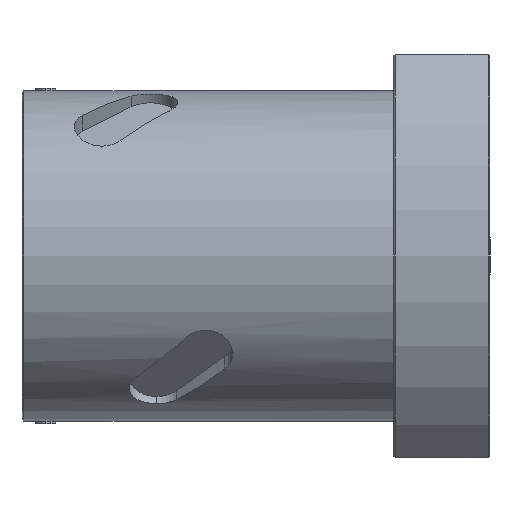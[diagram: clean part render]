
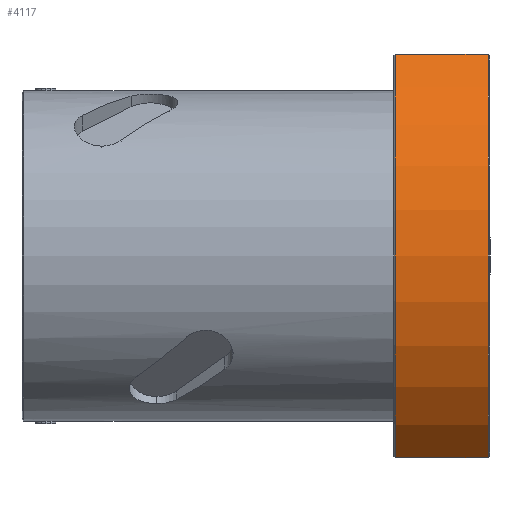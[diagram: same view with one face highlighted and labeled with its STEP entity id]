
A CAD part, left-side view. The second image highlights one B-rep face of the part: STEP entity #4117.
In plain terms, the highlighted cylindrical face has radius 29 mm (diameter 58 mm), a partial arc.
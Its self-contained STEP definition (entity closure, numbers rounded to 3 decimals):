
#59 = LINE ( 'NONE', #1837, #2701 ) ;
#401 = ORIENTED_EDGE ( 'NONE', *, *, #1395, .F. ) ;
#512 = AXIS2_PLACEMENT_3D ( 'NONE', #5380, #4974, #5349 ) ;
#648 = VERTEX_POINT ( 'NONE', #5234 ) ;
#780 = LINE ( 'NONE', #2521, #2982 ) ;
#845 = EDGE_CURVE ( 'NONE', #1371, #1896, #59, .T. ) ;
#1054 = AXIS2_PLACEMENT_3D ( 'NONE', #3386, #3051, #1327 ) ;
#1243 = VERTEX_POINT ( 'NONE', #3901 ) ;
#1305 = DIRECTION ( 'NONE',  ( 0., -1., 0. ) ) ;
#1327 = DIRECTION ( 'NONE',  ( 0., 0., 1. ) ) ;
#1371 = VERTEX_POINT ( 'NONE', #4514 ) ;
#1395 = EDGE_CURVE ( 'NONE', #1371, #648, #4989, .T. ) ;
#1422 = DIRECTION ( 'NONE',  ( 0., 0., 1. ) ) ;
#1572 = ORIENTED_EDGE ( 'NONE', *, *, #845, .T. ) ;
#1837 = CARTESIAN_POINT ( 'NONE',  ( -18.894, 0., -22. ) ) ;
#1896 = VERTEX_POINT ( 'NONE', #2094 ) ;
#1960 = CARTESIAN_POINT ( 'NONE',  ( 0., 0., 0. ) ) ;
#2094 = CARTESIAN_POINT ( 'NONE',  ( -18.894, 0.2, -22. ) ) ;
#2521 = CARTESIAN_POINT ( 'NONE',  ( -18.894, 0., 22. ) ) ;
#2701 = VECTOR ( 'NONE', #1305, 1000. ) ;
#2982 = VECTOR ( 'NONE', #3340, 1000. ) ;
#3051 = DIRECTION ( 'NONE',  ( 0., 1., 0. ) ) ;
#3108 = EDGE_CURVE ( 'NONE', #648, #1243, #780, .T. ) ;
#3340 = DIRECTION ( 'NONE',  ( 0., -1., 0. ) ) ;
#3386 = CARTESIAN_POINT ( 'NONE',  ( 0., 0.2, 0. ) ) ;
#3626 = FACE_OUTER_BOUND ( 'NONE', #5100, .T. ) ;
#3901 = CARTESIAN_POINT ( 'NONE',  ( -18.894, 0.2, 22. ) ) ;
#3926 = ORIENTED_EDGE ( 'NONE', *, *, #3108, .F. ) ;
#4029 = DIRECTION ( 'NONE',  ( 0., 1., 0. ) ) ;
#4117 = ADVANCED_FACE ( 'NONE', ( #3626 ), #4531, .T. ) ;
#4514 = CARTESIAN_POINT ( 'NONE',  ( -18.894, 10.3, -22. ) ) ;
#4531 = CYLINDRICAL_SURFACE ( 'NONE', #4871, 29. ) ;
#4681 = EDGE_CURVE ( 'NONE', #1896, #1243, #4784, .T. ) ;
#4784 = CIRCLE ( 'NONE', #1054, 29. ) ;
#4871 = AXIS2_PLACEMENT_3D ( 'NONE', #1960, #4029, #1422 ) ;
#4974 = DIRECTION ( 'NONE',  ( 0., 1., 0. ) ) ;
#4989 = CIRCLE ( 'NONE', #512, 29. ) ;
#5100 = EDGE_LOOP ( 'NONE', ( #401, #1572, #5219, #3926 ) ) ;
#5219 = ORIENTED_EDGE ( 'NONE', *, *, #4681, .T. ) ;
#5234 = CARTESIAN_POINT ( 'NONE',  ( -18.894, 10.3, 22. ) ) ;
#5349 = DIRECTION ( 'NONE',  ( -1., 0., 0. ) ) ;
#5380 = CARTESIAN_POINT ( 'NONE',  ( 0., 10.3, 0. ) ) ;
